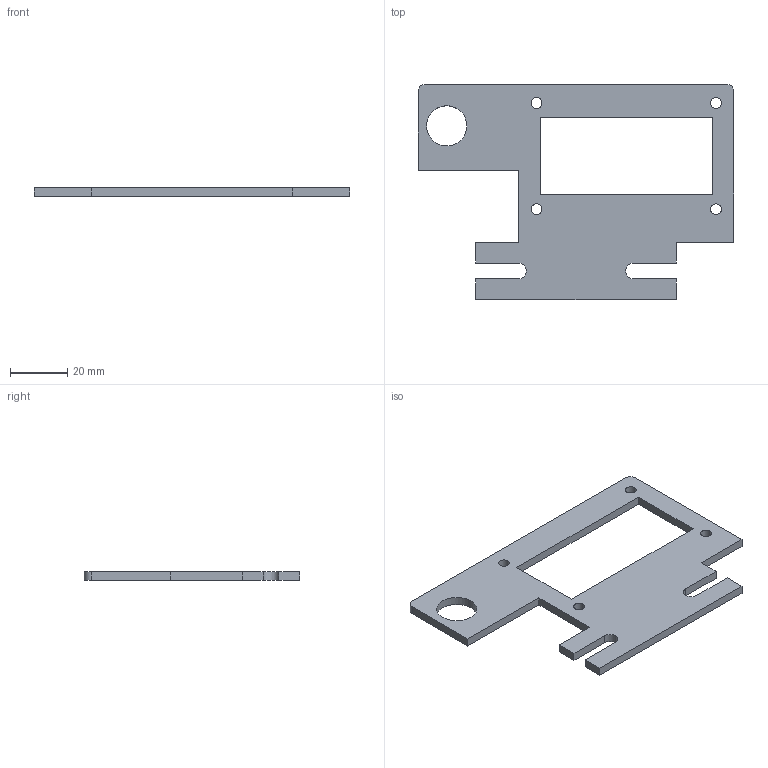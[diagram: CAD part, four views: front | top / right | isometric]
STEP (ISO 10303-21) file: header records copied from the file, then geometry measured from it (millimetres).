
FILE_DESCRIPTION(/* description */ (''),/* implementation_level */ '2;1');
FILE_NAME(/* name */ 'Atomic_U300_powerExpansionModuleBracket.step',/* time_stamp */ '2020-07-30T21:18:25+09:00',/* author */ (''),/* organization */ (''),/* preprocessor_version */ 'ST-DEVELOPER v18.1',/* originating_system */ 'Autodesk Translation Framework v9.3.0.1241',/* authorisation */ '');
FILE_SCHEMA (('AUTOMOTIVE_DESIGN { 1 0 10303 214 3 1 1 }'));
Length unit declared in the file: millimetre
Products named in the file (1): Bed Power Bracket
Bounding box: 110 x 75 x 3 mm (x, y, z)
Volume: 13692.8 mm3; surface area: 11318.1 mm2
Topology: 1 solids, 1 shells, 31 faces, 87 edges, 58 vertices
Faces by surface type: plane 22, cylinder 9
Full cylindrical faces by diameter (mm): 3.8 x4, 14 x1
Entity records: 1056 total; most frequent: CARTESIAN_POINT 177, ORIENTED_EDGE 174, DIRECTION 169, EDGE_CURVE 87, LINE 69, VECTOR 69, VERTEX_POINT 58, AXIS2_PLACEMENT_3D 50
